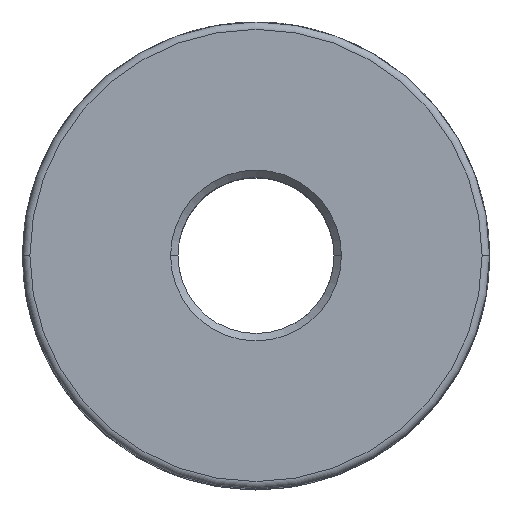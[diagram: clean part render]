
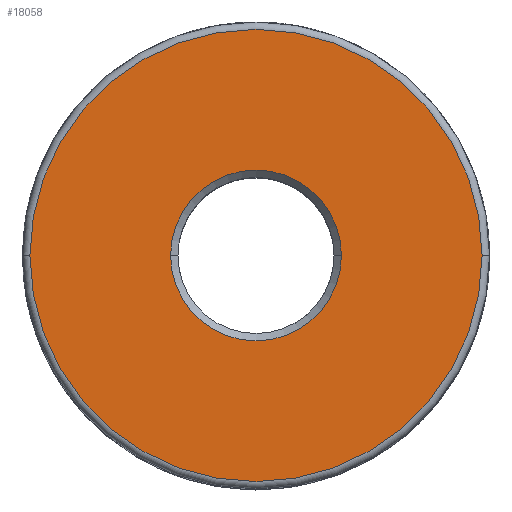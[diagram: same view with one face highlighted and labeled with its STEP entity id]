
A CAD part, top view. The second image highlights one B-rep face of the part: STEP entity #18058.
In plain terms, the highlighted planar face has unit normal (0, 0, 1).
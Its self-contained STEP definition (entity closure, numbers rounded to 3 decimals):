
#2277 = DIRECTION ( 'NONE',  ( 0., 0., -1. ) ) ;
#2336 = CIRCLE ( 'NONE', #19491, 3.475 ) ;
#2598 = VERTEX_POINT ( 'NONE', #18720 ) ;
#3421 = EDGE_LOOP ( 'NONE', ( #20435, #17781 ) ) ;
#4478 = ORIENTED_EDGE ( 'NONE', *, *, #8374, .T. ) ;
#5443 = ORIENTED_EDGE ( 'NONE', *, *, #10775, .T. ) ;
#5547 = EDGE_LOOP ( 'NONE', ( #5443, #4478 ) ) ;
#5631 = AXIS2_PLACEMENT_3D ( 'NONE', #10787, #6342, #12788 ) ;
#5640 = CARTESIAN_POINT ( 'NONE',  ( -3.475, 0., 12.5 ) ) ;
#6342 = DIRECTION ( 'NONE',  ( 0., 0., 1. ) ) ;
#7096 = CARTESIAN_POINT ( 'NONE',  ( 9.2, 0., 12.5 ) ) ;
#7265 = AXIS2_PLACEMENT_3D ( 'NONE', #30042, #2277, #15940 ) ;
#8374 = EDGE_CURVE ( 'NONE', #29229, #2598, #14578, .T. ) ;
#9593 = VERTEX_POINT ( 'NONE', #28409 ) ;
#10775 = EDGE_CURVE ( 'NONE', #2598, #29229, #2336, .T. ) ;
#10787 = CARTESIAN_POINT ( 'NONE',  ( 0., 0., 12.5 ) ) ;
#12788 = DIRECTION ( 'NONE',  ( 1., 0., 0. ) ) ;
#14425 = DIRECTION ( 'NONE',  ( 1., 0., 0. ) ) ;
#14480 = AXIS2_PLACEMENT_3D ( 'NONE', #27120, #24217, #26820 ) ;
#14578 = CIRCLE ( 'NONE', #7265, 3.475 ) ;
#15940 = DIRECTION ( 'NONE',  ( 1., 0., 0. ) ) ;
#17586 = CARTESIAN_POINT ( 'NONE',  ( 0., 0., 12.5 ) ) ;
#17781 = ORIENTED_EDGE ( 'NONE', *, *, #23860, .T. ) ;
#18058 = ADVANCED_FACE ( 'NONE', ( #24889, #29490 ), #29641, .T. ) ;
#18720 = CARTESIAN_POINT ( 'NONE',  ( 3.475, 0., 12.5 ) ) ;
#19296 = DIRECTION ( 'NONE',  ( 1., 0., 0. ) ) ;
#19491 = AXIS2_PLACEMENT_3D ( 'NONE', #24087, #23633, #14425 ) ;
#19654 = CIRCLE ( 'NONE', #23577, 9.2 ) ;
#20435 = ORIENTED_EDGE ( 'NONE', *, *, #29183, .T. ) ;
#22340 = DIRECTION ( 'NONE',  ( 0., 0., 1. ) ) ;
#22872 = VERTEX_POINT ( 'NONE', #7096 ) ;
#23577 = AXIS2_PLACEMENT_3D ( 'NONE', #17586, #22340, #19296 ) ;
#23633 = DIRECTION ( 'NONE',  ( 0., 0., -1. ) ) ;
#23860 = EDGE_CURVE ( 'NONE', #9593, #22872, #24757, .T. ) ;
#24087 = CARTESIAN_POINT ( 'NONE',  ( 0., 0., 12.5 ) ) ;
#24217 = DIRECTION ( 'NONE',  ( 0., 0., 1. ) ) ;
#24757 = CIRCLE ( 'NONE', #14480, 9.2 ) ;
#24889 = FACE_OUTER_BOUND ( 'NONE', #3421, .T. ) ;
#26820 = DIRECTION ( 'NONE',  ( 1., 0., 0. ) ) ;
#27120 = CARTESIAN_POINT ( 'NONE',  ( 0., 0., 12.5 ) ) ;
#28409 = CARTESIAN_POINT ( 'NONE',  ( -9.2, 0., 12.5 ) ) ;
#29183 = EDGE_CURVE ( 'NONE', #22872, #9593, #19654, .T. ) ;
#29229 = VERTEX_POINT ( 'NONE', #5640 ) ;
#29490 = FACE_BOUND ( 'NONE', #5547, .T. ) ;
#29641 = PLANE ( 'NONE',  #5631 ) ;
#30042 = CARTESIAN_POINT ( 'NONE',  ( 0., 0., 12.5 ) ) ;
